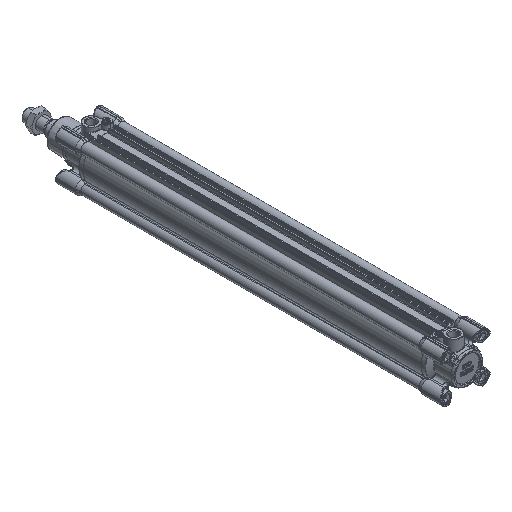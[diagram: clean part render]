
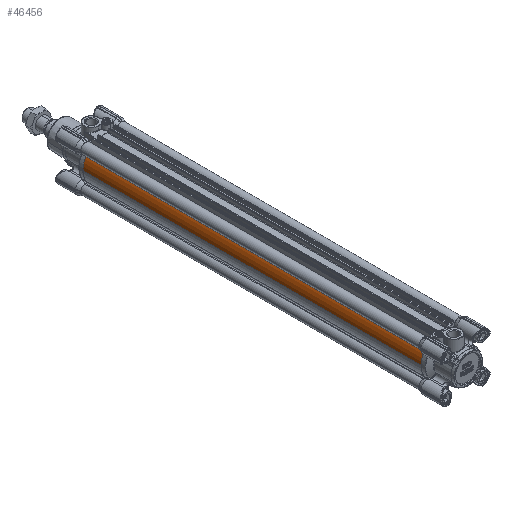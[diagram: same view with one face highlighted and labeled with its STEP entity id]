
A CAD part, isometric view. The second image highlights one B-rep face of the part: STEP entity #46456.
In plain terms, the highlighted cylindrical face has radius 27 mm (diameter 54 mm), a partial arc.
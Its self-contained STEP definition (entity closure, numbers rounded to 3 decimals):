
#6194 = ORIENTED_EDGE ( 'NONE', *, *, #45525, .F. ) ;
#8205 = VERTEX_POINT ( 'NONE', #83397 ) ;
#11291 = DIRECTION ( 'NONE',  ( 0., -1., 0. ) ) ;
#13497 = DIRECTION ( 'NONE',  ( 1., 0., 0. ) ) ;
#15037 = CARTESIAN_POINT ( 'NONE',  ( -27., 431., 0. ) ) ;
#15671 = DIRECTION ( 'NONE',  ( -1., 0., 0. ) ) ;
#17391 = EDGE_LOOP ( 'NONE', ( #6194, #94033, #81074, #37245 ) ) ;
#18635 = VERTEX_POINT ( 'NONE', #92895 ) ;
#22573 = CARTESIAN_POINT ( 'NONE',  ( 0., 475., 0. ) ) ;
#22698 = DIRECTION ( 'NONE',  ( 0., 1., 0. ) ) ;
#32851 = DIRECTION ( 'NONE',  ( 0., 1., 0. ) ) ;
#33501 = DIRECTION ( 'NONE',  ( 0., -1., 0. ) ) ;
#35114 = CARTESIAN_POINT ( 'NONE',  ( 0., 431., 0. ) ) ;
#37245 = ORIENTED_EDGE ( 'NONE', *, *, #96034, .T. ) ;
#41844 = DIRECTION ( 'NONE',  ( 1., 0., 0. ) ) ;
#45525 = EDGE_CURVE ( 'NONE', #18635, #73977, #107480, .T. ) ;
#46456 = ADVANCED_FACE ( 'NONE', ( #101360 ), #68534, .T. ) ;
#50124 = AXIS2_PLACEMENT_3D ( 'NONE', #22573, #33501, #41844 ) ;
#51438 = VECTOR ( 'NONE', #32851, 1000. ) ;
#54603 = EDGE_CURVE ( 'NONE', #73122, #18635, #61595, .T. ) ;
#55474 = CIRCLE ( 'NONE', #50124, 27. ) ;
#61595 = CIRCLE ( 'NONE', #63367, 27. ) ;
#63054 = CARTESIAN_POINT ( 'NONE',  ( 0., 31., 0. ) ) ;
#63367 = AXIS2_PLACEMENT_3D ( 'NONE', #63054, #11291, #13497 ) ;
#67500 = AXIS2_PLACEMENT_3D ( 'NONE', #35114, #83610, #15671 ) ;
#68534 = CYLINDRICAL_SURFACE ( 'NONE', #67500, 27. ) ;
#73122 = VERTEX_POINT ( 'NONE', #96835 ) ;
#73196 = CARTESIAN_POINT ( 'NONE',  ( -27., 475., 0. ) ) ;
#73977 = VERTEX_POINT ( 'NONE', #73196 ) ;
#81074 = ORIENTED_EDGE ( 'NONE', *, *, #95682, .T. ) ;
#83397 = CARTESIAN_POINT ( 'NONE',  ( -22.483, 475., 14.95 ) ) ;
#83610 = DIRECTION ( 'NONE',  ( 0., 1., 0. ) ) ;
#92215 = LINE ( 'NONE', #99463, #92732 ) ;
#92732 = VECTOR ( 'NONE', #22698, 1000. ) ;
#92895 = CARTESIAN_POINT ( 'NONE',  ( -27., 31., 0. ) ) ;
#94033 = ORIENTED_EDGE ( 'NONE', *, *, #54603, .F. ) ;
#95682 = EDGE_CURVE ( 'NONE', #73122, #8205, #92215, .T. ) ;
#96034 = EDGE_CURVE ( 'NONE', #8205, #73977, #55474, .T. ) ;
#96835 = CARTESIAN_POINT ( 'NONE',  ( -22.483, 31., 14.95 ) ) ;
#99463 = CARTESIAN_POINT ( 'NONE',  ( -22.483, 431., 14.95 ) ) ;
#101360 = FACE_OUTER_BOUND ( 'NONE', #17391, .T. ) ;
#107480 = LINE ( 'NONE', #15037, #51438 ) ;
